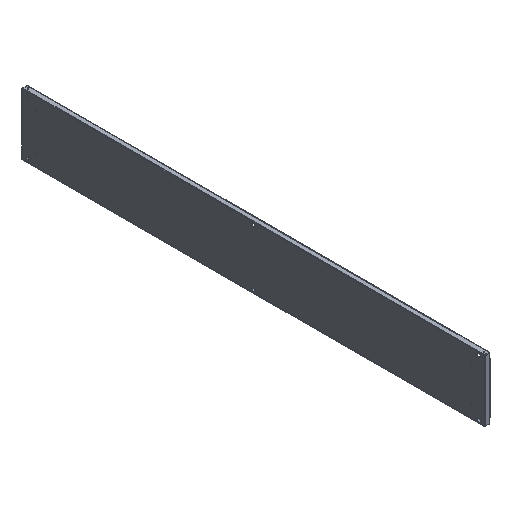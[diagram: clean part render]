
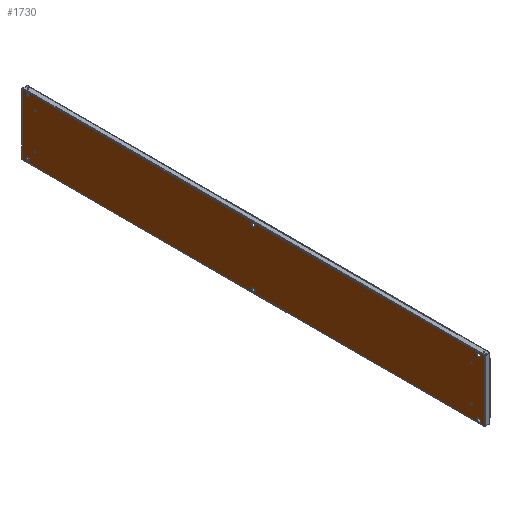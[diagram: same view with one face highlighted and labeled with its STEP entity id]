
A CAD part, isometric view. The second image highlights one B-rep face of the part: STEP entity #1730.
In plain terms, the highlighted planar face has unit normal (-1, 0, 0).
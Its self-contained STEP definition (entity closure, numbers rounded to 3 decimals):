
#11 = DIRECTION ( 'NONE',  ( 0., -1., 0. ) ) ;
#43 = CIRCLE ( 'NONE', #2985, 8. ) ;
#62 = EDGE_LOOP ( 'NONE', ( #2023 ) ) ;
#69 = CARTESIAN_POINT ( 'NONE',  ( -2., 988., 81. ) ) ;
#82 = CARTESIAN_POINT ( 'NONE',  ( -2., -1045., 138. ) ) ;
#106 = EDGE_LOOP ( 'NONE', ( #1703 ) ) ;
#146 = EDGE_CURVE ( 'NONE', #3221, #3221, #1104, .T. ) ;
#157 = DIRECTION ( 'NONE',  ( 0., -1., 0. ) ) ;
#203 = ORIENTED_EDGE ( 'NONE', *, *, #2968, .F. ) ;
#233 = VERTEX_POINT ( 'NONE', #2744 ) ;
#291 = CARTESIAN_POINT ( 'NONE',  ( -2., 1045., 138. ) ) ;
#319 = AXIS2_PLACEMENT_3D ( 'NONE', #2859, #604, #862 ) ;
#324 = FACE_BOUND ( 'NONE', #1264, .T. ) ;
#338 = AXIS2_PLACEMENT_3D ( 'NONE', #2461, #2738, #2200 ) ;
#373 = VECTOR ( 'NONE', #157, 1000. ) ;
#379 = LINE ( 'NONE', #1170, #2473 ) ;
#381 = EDGE_LOOP ( 'NONE', ( #1724 ) ) ;
#391 = DIRECTION ( 'NONE',  ( -1., 0., 0. ) ) ;
#414 = AXIS2_PLACEMENT_3D ( 'NONE', #69, #2017, #1579 ) ;
#420 = ORIENTED_EDGE ( 'NONE', *, *, #1058, .T. ) ;
#440 = VECTOR ( 'NONE', #1480, 1000. ) ;
#466 = EDGE_LOOP ( 'NONE', ( #3140 ) ) ;
#484 = EDGE_CURVE ( 'NONE', #1441, #1537, #1115, .T. ) ;
#499 = CIRCLE ( 'NONE', #2354, 8. ) ;
#509 = EDGE_LOOP ( 'NONE', ( #1088, #1990, #1008, #420 ) ) ;
#513 = CARTESIAN_POINT ( 'NONE',  ( -2., -1028., 127.5 ) ) ;
#533 = FACE_OUTER_BOUND ( 'NONE', #509, .T. ) ;
#542 = EDGE_CURVE ( 'NONE', #233, #233, #1420, .T. ) ;
#568 = EDGE_LOOP ( 'NONE', ( #2559 ) ) ;
#604 = DIRECTION ( 'NONE',  ( -1., 0., 0. ) ) ;
#612 = CARTESIAN_POINT ( 'NONE',  ( -2., -1020., -127.5 ) ) ;
#628 = AXIS2_PLACEMENT_3D ( 'NONE', #612, #1569, #2142 ) ;
#706 = AXIS2_PLACEMENT_3D ( 'NONE', #2491, #1784, #2281 ) ;
#710 = CIRCLE ( 'NONE', #1087, 8. ) ;
#837 = EDGE_CURVE ( 'NONE', #2465, #2465, #43, .T. ) ;
#862 = DIRECTION ( 'NONE',  ( 0., 1., 0. ) ) ;
#878 = CARTESIAN_POINT ( 'NONE',  ( -2., 1045., -138. ) ) ;
#888 = ORIENTED_EDGE ( 'NONE', *, *, #1011, .F. ) ;
#898 = VECTOR ( 'NONE', #3136, 1000. ) ;
#905 = CARTESIAN_POINT ( 'NONE',  ( -2., 0., 127.5 ) ) ;
#910 = EDGE_CURVE ( 'NONE', #2450, #2450, #3244, .T. ) ;
#1008 = ORIENTED_EDGE ( 'NONE', *, *, #484, .F. ) ;
#1011 = EDGE_CURVE ( 'NONE', #1760, #1760, #2324, .T. ) ;
#1053 = EDGE_CURVE ( 'NONE', #1103, #1605, #2425, .T. ) ;
#1058 = EDGE_CURVE ( 'NONE', #1441, #1103, #379, .T. ) ;
#1078 = EDGE_CURVE ( 'NONE', #1953, #1953, #1736, .T. ) ;
#1086 = CARTESIAN_POINT ( 'NONE',  ( -2., -988., 81. ) ) ;
#1087 = AXIS2_PLACEMENT_3D ( 'NONE', #1141, #3054, #1815 ) ;
#1088 = ORIENTED_EDGE ( 'NONE', *, *, #1053, .T. ) ;
#1103 = VERTEX_POINT ( 'NONE', #1884 ) ;
#1104 = CIRCLE ( 'NONE', #2109, 3.5 ) ;
#1109 = AXIS2_PLACEMENT_3D ( 'NONE', #905, #2889, #2901 ) ;
#1115 = LINE ( 'NONE', #1394, #898 ) ;
#1141 = CARTESIAN_POINT ( 'NONE',  ( -2., 0., -127.5 ) ) ;
#1170 = CARTESIAN_POINT ( 'NONE',  ( -2., 1045., 138. ) ) ;
#1196 = CARTESIAN_POINT ( 'NONE',  ( -2., -8., 127.5 ) ) ;
#1264 = EDGE_LOOP ( 'NONE', ( #1477 ) ) ;
#1265 = DIRECTION ( 'NONE',  ( 0., 1., 0. ) ) ;
#1284 = VERTEX_POINT ( 'NONE', #1509 ) ;
#1297 = EDGE_LOOP ( 'NONE', ( #203 ) ) ;
#1310 = LINE ( 'NONE', #3022, #440 ) ;
#1314 = FACE_BOUND ( 'NONE', #106, .T. ) ;
#1394 = CARTESIAN_POINT ( 'NONE',  ( -2., 1045., 138. ) ) ;
#1420 = CIRCLE ( 'NONE', #628, 8. ) ;
#1437 = CARTESIAN_POINT ( 'NONE',  ( -2., 991.5, 81. ) ) ;
#1441 = VERTEX_POINT ( 'NONE', #2667 ) ;
#1477 = ORIENTED_EDGE ( 'NONE', *, *, #910, .T. ) ;
#1480 = DIRECTION ( 'NONE',  ( 0., 0., -1. ) ) ;
#1509 = CARTESIAN_POINT ( 'NONE',  ( -2., -8., -127.5 ) ) ;
#1537 = VERTEX_POINT ( 'NONE', #82 ) ;
#1540 = FACE_BOUND ( 'NONE', #1297, .T. ) ;
#1541 = VERTEX_POINT ( 'NONE', #3029 ) ;
#1550 = CIRCLE ( 'NONE', #706, 8. ) ;
#1569 = DIRECTION ( 'NONE',  ( 1., 0., 0. ) ) ;
#1579 = DIRECTION ( 'NONE',  ( 0., 1., 0. ) ) ;
#1605 = VERTEX_POINT ( 'NONE', #2221 ) ;
#1703 = ORIENTED_EDGE ( 'NONE', *, *, #2485, .F. ) ;
#1724 = ORIENTED_EDGE ( 'NONE', *, *, #542, .T. ) ;
#1730 = ADVANCED_FACE ( 'NONE', ( #324, #2519, #2998, #2305, #2320, #1808, #1540, #1314, #1790, #2556, #533 ), #2758, .F. ) ;
#1731 = CARTESIAN_POINT ( 'NONE',  ( -2., -1020., 127.5 ) ) ;
#1732 = DIRECTION ( 'NONE',  ( 1., 0., 0. ) ) ;
#1736 = CIRCLE ( 'NONE', #319, 3.5 ) ;
#1740 = EDGE_LOOP ( 'NONE', ( #888 ) ) ;
#1753 = DIRECTION ( 'NONE',  ( 0., -1., 0. ) ) ;
#1760 = VERTEX_POINT ( 'NONE', #1196 ) ;
#1784 = DIRECTION ( 'NONE',  ( -1., 0., 0. ) ) ;
#1790 = FACE_BOUND ( 'NONE', #62, .T. ) ;
#1808 = FACE_BOUND ( 'NONE', #2096, .T. ) ;
#1815 = DIRECTION ( 'NONE',  ( 0., -1., 0. ) ) ;
#1837 = ORIENTED_EDGE ( 'NONE', *, *, #2721, .T. ) ;
#1870 = CIRCLE ( 'NONE', #338, 3.5 ) ;
#1884 = CARTESIAN_POINT ( 'NONE',  ( -2., 1045., -138. ) ) ;
#1895 = ORIENTED_EDGE ( 'NONE', *, *, #837, .T. ) ;
#1953 = VERTEX_POINT ( 'NONE', #2944 ) ;
#1955 = EDGE_CURVE ( 'NONE', #1541, #1541, #1870, .T. ) ;
#1990 = ORIENTED_EDGE ( 'NONE', *, *, #2532, .F. ) ;
#2009 = CARTESIAN_POINT ( 'NONE',  ( -2., -991.5, 81. ) ) ;
#2017 = DIRECTION ( 'NONE',  ( 1., 0., 0. ) ) ;
#2023 = ORIENTED_EDGE ( 'NONE', *, *, #146, .F. ) ;
#2043 = VERTEX_POINT ( 'NONE', #3046 ) ;
#2072 = AXIS2_PLACEMENT_3D ( 'NONE', #291, #2571, #1265 ) ;
#2096 = EDGE_LOOP ( 'NONE', ( #1837 ) ) ;
#2109 = AXIS2_PLACEMENT_3D ( 'NONE', #1086, #391, #2872 ) ;
#2142 = DIRECTION ( 'NONE',  ( 0., -1., 0. ) ) ;
#2200 = DIRECTION ( 'NONE',  ( 0., -1., 0. ) ) ;
#2221 = CARTESIAN_POINT ( 'NONE',  ( -2., -1045., -138. ) ) ;
#2281 = DIRECTION ( 'NONE',  ( 0., -1., 0. ) ) ;
#2291 = VERTEX_POINT ( 'NONE', #513 ) ;
#2305 = FACE_BOUND ( 'NONE', #3080, .T. ) ;
#2320 = FACE_BOUND ( 'NONE', #381, .T. ) ;
#2324 = CIRCLE ( 'NONE', #1109, 8. ) ;
#2354 = AXIS2_PLACEMENT_3D ( 'NONE', #1731, #2972, #11 ) ;
#2425 = LINE ( 'NONE', #878, #373 ) ;
#2450 = VERTEX_POINT ( 'NONE', #1437 ) ;
#2461 = CARTESIAN_POINT ( 'NONE',  ( -2., -988., -81. ) ) ;
#2465 = VERTEX_POINT ( 'NONE', #2695 ) ;
#2473 = VECTOR ( 'NONE', #3159, 1000. ) ;
#2485 = EDGE_CURVE ( 'NONE', #2043, #2043, #1550, .T. ) ;
#2491 = CARTESIAN_POINT ( 'NONE',  ( -2., 1020., 127.5 ) ) ;
#2519 = FACE_BOUND ( 'NONE', #568, .T. ) ;
#2532 = EDGE_CURVE ( 'NONE', #1537, #1605, #1310, .T. ) ;
#2556 = FACE_BOUND ( 'NONE', #1740, .T. ) ;
#2559 = ORIENTED_EDGE ( 'NONE', *, *, #1078, .F. ) ;
#2571 = DIRECTION ( 'NONE',  ( 1., 0., 0. ) ) ;
#2667 = CARTESIAN_POINT ( 'NONE',  ( -2., 1045., 138. ) ) ;
#2695 = CARTESIAN_POINT ( 'NONE',  ( -2., 1012., -127.5 ) ) ;
#2721 = EDGE_CURVE ( 'NONE', #1284, #1284, #710, .T. ) ;
#2738 = DIRECTION ( 'NONE',  ( 1., 0., 0. ) ) ;
#2744 = CARTESIAN_POINT ( 'NONE',  ( -2., -1028., -127.5 ) ) ;
#2758 = PLANE ( 'NONE',  #2072 ) ;
#2771 = CARTESIAN_POINT ( 'NONE',  ( -2., 1020., -127.5 ) ) ;
#2859 = CARTESIAN_POINT ( 'NONE',  ( -2., 988., -81. ) ) ;
#2872 = DIRECTION ( 'NONE',  ( 0., -1., 0. ) ) ;
#2889 = DIRECTION ( 'NONE',  ( -1., 0., 0. ) ) ;
#2901 = DIRECTION ( 'NONE',  ( 0., -1., 0. ) ) ;
#2944 = CARTESIAN_POINT ( 'NONE',  ( -2., 991.5, -81. ) ) ;
#2968 = EDGE_CURVE ( 'NONE', #2291, #2291, #499, .T. ) ;
#2972 = DIRECTION ( 'NONE',  ( -1., 0., 0. ) ) ;
#2985 = AXIS2_PLACEMENT_3D ( 'NONE', #2771, #1732, #1753 ) ;
#2998 = FACE_BOUND ( 'NONE', #466, .T. ) ;
#3022 = CARTESIAN_POINT ( 'NONE',  ( -2., -1045., 138. ) ) ;
#3029 = CARTESIAN_POINT ( 'NONE',  ( -2., -991.5, -81. ) ) ;
#3046 = CARTESIAN_POINT ( 'NONE',  ( -2., 1012., 127.5 ) ) ;
#3054 = DIRECTION ( 'NONE',  ( 1., 0., 0. ) ) ;
#3080 = EDGE_LOOP ( 'NONE', ( #1895 ) ) ;
#3136 = DIRECTION ( 'NONE',  ( 0., -1., 0. ) ) ;
#3140 = ORIENTED_EDGE ( 'NONE', *, *, #1955, .T. ) ;
#3159 = DIRECTION ( 'NONE',  ( 0., 0., -1. ) ) ;
#3221 = VERTEX_POINT ( 'NONE', #2009 ) ;
#3244 = CIRCLE ( 'NONE', #414, 3.5 ) ;
